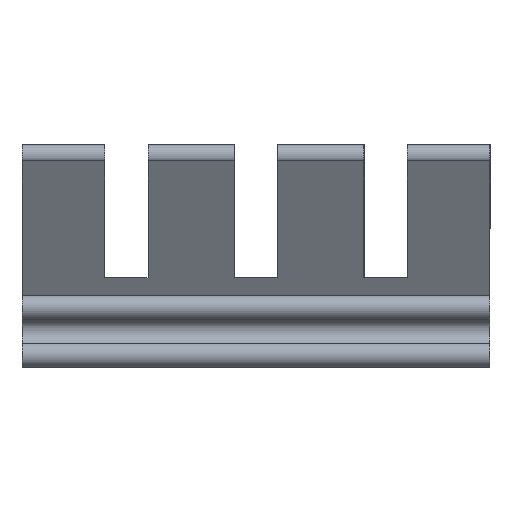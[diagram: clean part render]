
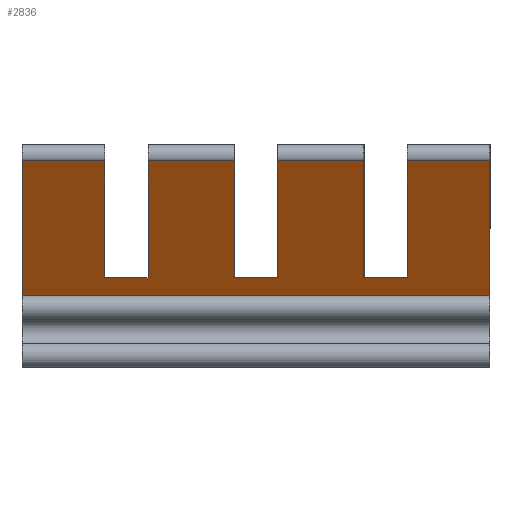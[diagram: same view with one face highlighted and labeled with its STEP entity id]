
A CAD part, left-side view. The second image highlights one B-rep face of the part: STEP entity #2836.
In plain terms, the highlighted planar face has unit normal (-0.852, 0, -0.523).
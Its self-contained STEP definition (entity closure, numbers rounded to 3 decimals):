
#73 = CARTESIAN_POINT ( 'NONE',  ( -8.956, 6.5, 5.742 ) ) ;
#120 = CARTESIAN_POINT ( 'NONE',  ( -8.956, 0.6, 5.742 ) ) ;
#143 = VERTEX_POINT ( 'NONE', #3642 ) ;
#164 = ORIENTED_EDGE ( 'NONE', *, *, #1172, .T. ) ;
#171 = CARTESIAN_POINT ( 'NONE',  ( -6.965, 3., 2.5 ) ) ;
#182 = VERTEX_POINT ( 'NONE', #4026 ) ;
#224 = CARTESIAN_POINT ( 'NONE',  ( -8.956, 6.5, 5.742 ) ) ;
#225 = VERTEX_POINT ( 'NONE', #2629 ) ;
#247 = CARTESIAN_POINT ( 'NONE',  ( -6.658, 6.5, 2. ) ) ;
#272 = ORIENTED_EDGE ( 'NONE', *, *, #708, .F. ) ;
#329 = VERTEX_POINT ( 'NONE', #171 ) ;
#382 = EDGE_CURVE ( 'NONE', #329, #1398, #4416, .T. ) ;
#410 = DIRECTION ( 'NONE',  ( 0., 1., 0. ) ) ;
#414 = LINE ( 'NONE', #983, #3343 ) ;
#422 = DIRECTION ( 'NONE',  ( 0.852, 0., 0.523 ) ) ;
#524 = CARTESIAN_POINT ( 'NONE',  ( -6.658, -6.5, 2. ) ) ;
#525 = EDGE_CURVE ( 'NONE', #2026, #1903, #3938, .T. ) ;
#557 = ORIENTED_EDGE ( 'NONE', *, *, #382, .T. ) ;
#608 = EDGE_CURVE ( 'NONE', #225, #329, #928, .T. ) ;
#705 = VECTOR ( 'NONE', #1020, 1000. ) ;
#708 = EDGE_CURVE ( 'NONE', #3082, #4228, #1367, .T. ) ;
#715 = CARTESIAN_POINT ( 'NONE',  ( -6.658, 6.5, 2. ) ) ;
#778 = DIRECTION ( 'NONE',  ( -0.523, 0., 0.852 ) ) ;
#855 = CARTESIAN_POINT ( 'NONE',  ( -6.658, 3., 2. ) ) ;
#875 = VECTOR ( 'NONE', #3390, 1000. ) ;
#896 = CARTESIAN_POINT ( 'NONE',  ( -6.658, -4.2, 2. ) ) ;
#928 = LINE ( 'NONE', #855, #1940 ) ;
#961 = EDGE_CURVE ( 'NONE', #3082, #3398, #3043, .T. ) ;
#975 = VECTOR ( 'NONE', #1661, 1000. ) ;
#983 = CARTESIAN_POINT ( 'NONE',  ( -6.658, 4.2, 2. ) ) ;
#1004 = CARTESIAN_POINT ( 'NONE',  ( -6.965, 6.5, 2.5 ) ) ;
#1008 = CARTESIAN_POINT ( 'NONE',  ( -8.956, 6.5, 5.742 ) ) ;
#1020 = DIRECTION ( 'NONE',  ( 0., 1., 0. ) ) ;
#1172 = EDGE_CURVE ( 'NONE', #2417, #1447, #2091, .T. ) ;
#1196 = ORIENTED_EDGE ( 'NONE', *, *, #608, .T. ) ;
#1243 = CARTESIAN_POINT ( 'NONE',  ( -6.658, -0.6, 2. ) ) ;
#1302 = VECTOR ( 'NONE', #3089, 1000. ) ;
#1348 = FACE_OUTER_BOUND ( 'NONE', #1888, .T. ) ;
#1367 = LINE ( 'NONE', #1008, #875 ) ;
#1398 = VERTEX_POINT ( 'NONE', #4233 ) ;
#1447 = VERTEX_POINT ( 'NONE', #120 ) ;
#1481 = CARTESIAN_POINT ( 'NONE',  ( -6.658, -6.5, 2. ) ) ;
#1501 = AXIS2_PLACEMENT_3D ( 'NONE', #2815, #422, #3472 ) ;
#1540 = CARTESIAN_POINT ( 'NONE',  ( -8.956, 4.2, 5.742 ) ) ;
#1544 = LINE ( 'NONE', #3491, #4064 ) ;
#1574 = CARTESIAN_POINT ( 'NONE',  ( -6.965, 6.5, 2.5 ) ) ;
#1661 = DIRECTION ( 'NONE',  ( -0.523, 0., 0.852 ) ) ;
#1662 = VECTOR ( 'NONE', #4334, 1000. ) ;
#1668 = DIRECTION ( 'NONE',  ( -0.523, 0., 0.852 ) ) ;
#1736 = CARTESIAN_POINT ( 'NONE',  ( -8.956, -6.5, 5.742 ) ) ;
#1744 = CARTESIAN_POINT ( 'NONE',  ( -8.956, -3., 5.742 ) ) ;
#1761 = EDGE_CURVE ( 'NONE', #3641, #2417, #2401, .T. ) ;
#1798 = VECTOR ( 'NONE', #2759, 1000. ) ;
#1819 = LINE ( 'NONE', #247, #3261 ) ;
#1853 = ORIENTED_EDGE ( 'NONE', *, *, #4403, .F. ) ;
#1888 = EDGE_LOOP ( 'NONE', ( #2496, #2467, #2785, #3258, #2023, #164, #1853, #1196, #557, #3917, #2280, #2292, #2206, #2089, #272, #3184 ) ) ;
#1903 = VERTEX_POINT ( 'NONE', #1744 ) ;
#1940 = VECTOR ( 'NONE', #3644, 1000. ) ;
#1949 = DIRECTION ( 'NONE',  ( 0.523, 0., -0.852 ) ) ;
#1995 = EDGE_CURVE ( 'NONE', #2026, #3641, #3753, .T. ) ;
#1996 = DIRECTION ( 'NONE',  ( 0., 1., 0. ) ) ;
#2023 = ORIENTED_EDGE ( 'NONE', *, *, #1761, .T. ) ;
#2026 = VERTEX_POINT ( 'NONE', #2943 ) ;
#2056 = EDGE_CURVE ( 'NONE', #2611, #143, #1819, .T. ) ;
#2089 = ORIENTED_EDGE ( 'NONE', *, *, #2897, .T. ) ;
#2091 = LINE ( 'NONE', #3744, #975 ) ;
#2134 = DIRECTION ( 'NONE',  ( 0., -1., 0. ) ) ;
#2206 = ORIENTED_EDGE ( 'NONE', *, *, #2431, .T. ) ;
#2241 = CARTESIAN_POINT ( 'NONE',  ( -6.965, 0.6, 2.5 ) ) ;
#2280 = ORIENTED_EDGE ( 'NONE', *, *, #3098, .F. ) ;
#2292 = ORIENTED_EDGE ( 'NONE', *, *, #2056, .F. ) ;
#2314 = CARTESIAN_POINT ( 'NONE',  ( -6.965, -0.6, 2.5 ) ) ;
#2351 = VECTOR ( 'NONE', #1949, 1000. ) ;
#2401 = LINE ( 'NONE', #1004, #705 ) ;
#2417 = VERTEX_POINT ( 'NONE', #2241 ) ;
#2431 = EDGE_CURVE ( 'NONE', #2611, #2628, #2446, .T. ) ;
#2446 = LINE ( 'NONE', #715, #1302 ) ;
#2467 = ORIENTED_EDGE ( 'NONE', *, *, #3915, .T. ) ;
#2496 = ORIENTED_EDGE ( 'NONE', *, *, #2883, .T. ) ;
#2527 = CARTESIAN_POINT ( 'NONE',  ( -6.658, 6.5, 2. ) ) ;
#2611 = VERTEX_POINT ( 'NONE', #2527 ) ;
#2628 = VERTEX_POINT ( 'NONE', #524 ) ;
#2629 = CARTESIAN_POINT ( 'NONE',  ( -8.956, 3., 5.742 ) ) ;
#2748 = VECTOR ( 'NONE', #778, 1000. ) ;
#2759 = DIRECTION ( 'NONE',  ( 0., -1., 0. ) ) ;
#2785 = ORIENTED_EDGE ( 'NONE', *, *, #525, .F. ) ;
#2801 = CARTESIAN_POINT ( 'NONE',  ( -6.965, 6.5, 2.5 ) ) ;
#2815 = CARTESIAN_POINT ( 'NONE',  ( -6.658, 6.5, 2. ) ) ;
#2832 = PLANE ( 'NONE',  #1501 ) ;
#2836 = ADVANCED_FACE ( 'NONE', ( #1348 ), #2832, .F. ) ;
#2883 = EDGE_CURVE ( 'NONE', #3398, #182, #4077, .T. ) ;
#2897 = EDGE_CURVE ( 'NONE', #2628, #4228, #2962, .T. ) ;
#2943 = CARTESIAN_POINT ( 'NONE',  ( -8.956, -0.6, 5.742 ) ) ;
#2962 = LINE ( 'NONE', #1481, #2748 ) ;
#2996 = VECTOR ( 'NONE', #2134, 1000. ) ;
#3031 = VERTEX_POINT ( 'NONE', #1540 ) ;
#3043 = LINE ( 'NONE', #896, #2351 ) ;
#3082 = VERTEX_POINT ( 'NONE', #3671 ) ;
#3089 = DIRECTION ( 'NONE',  ( 0., -1., 0. ) ) ;
#3098 = EDGE_CURVE ( 'NONE', #143, #3031, #4022, .T. ) ;
#3184 = ORIENTED_EDGE ( 'NONE', *, *, #961, .T. ) ;
#3247 = DIRECTION ( 'NONE',  ( -0.523, 0., 0.852 ) ) ;
#3258 = ORIENTED_EDGE ( 'NONE', *, *, #1995, .T. ) ;
#3261 = VECTOR ( 'NONE', #3247, 1000. ) ;
#3343 = VECTOR ( 'NONE', #1668, 1000. ) ;
#3390 = DIRECTION ( 'NONE',  ( 0., -1., 0. ) ) ;
#3398 = VERTEX_POINT ( 'NONE', #4127 ) ;
#3472 = DIRECTION ( 'NONE',  ( 0.523, 0., -0.852 ) ) ;
#3491 = CARTESIAN_POINT ( 'NONE',  ( -6.658, -3., 2. ) ) ;
#3507 = DIRECTION ( 'NONE',  ( -0.523, 0., 0.852 ) ) ;
#3577 = VECTOR ( 'NONE', #410, 1000. ) ;
#3641 = VERTEX_POINT ( 'NONE', #2314 ) ;
#3642 = CARTESIAN_POINT ( 'NONE',  ( -8.956, 6.5, 5.742 ) ) ;
#3644 = DIRECTION ( 'NONE',  ( 0.523, 0., -0.852 ) ) ;
#3671 = CARTESIAN_POINT ( 'NONE',  ( -8.956, -4.2, 5.742 ) ) ;
#3743 = VECTOR ( 'NONE', #3997, 1000. ) ;
#3744 = CARTESIAN_POINT ( 'NONE',  ( -6.658, 0.6, 2. ) ) ;
#3753 = LINE ( 'NONE', #1243, #1662 ) ;
#3838 = EDGE_CURVE ( 'NONE', #1398, #3031, #414, .T. ) ;
#3894 = LINE ( 'NONE', #4193, #1798 ) ;
#3915 = EDGE_CURVE ( 'NONE', #182, #1903, #1544, .T. ) ;
#3917 = ORIENTED_EDGE ( 'NONE', *, *, #3838, .T. ) ;
#3938 = LINE ( 'NONE', #73, #2996 ) ;
#3997 = DIRECTION ( 'NONE',  ( 0., -1., 0. ) ) ;
#4022 = LINE ( 'NONE', #224, #3743 ) ;
#4026 = CARTESIAN_POINT ( 'NONE',  ( -6.965, -3., 2.5 ) ) ;
#4064 = VECTOR ( 'NONE', #3507, 1000. ) ;
#4077 = LINE ( 'NONE', #2801, #3577 ) ;
#4127 = CARTESIAN_POINT ( 'NONE',  ( -6.965, -4.2, 2.5 ) ) ;
#4193 = CARTESIAN_POINT ( 'NONE',  ( -8.956, 6.5, 5.742 ) ) ;
#4228 = VERTEX_POINT ( 'NONE', #1736 ) ;
#4233 = CARTESIAN_POINT ( 'NONE',  ( -6.965, 4.2, 2.5 ) ) ;
#4311 = VECTOR ( 'NONE', #1996, 1000. ) ;
#4334 = DIRECTION ( 'NONE',  ( 0.523, 0., -0.852 ) ) ;
#4403 = EDGE_CURVE ( 'NONE', #225, #1447, #3894, .T. ) ;
#4416 = LINE ( 'NONE', #1574, #4311 ) ;
